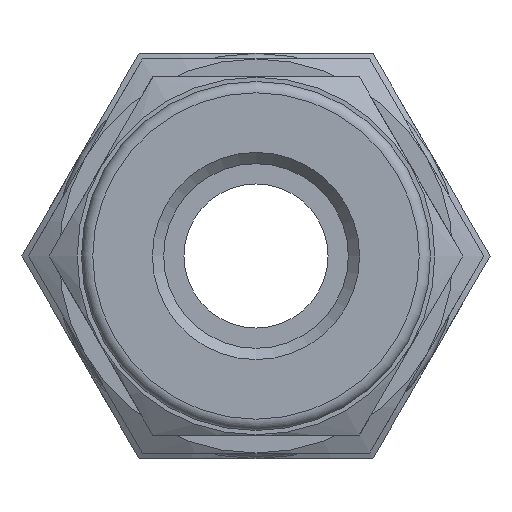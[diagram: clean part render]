
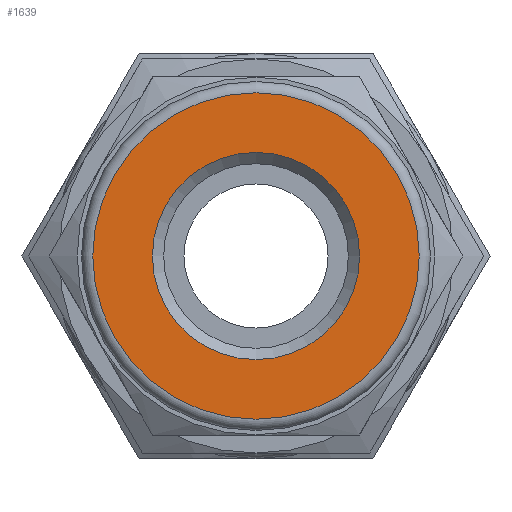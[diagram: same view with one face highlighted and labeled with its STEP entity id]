
A CAD part, left-side view. The second image highlights one B-rep face of the part: STEP entity #1639.
In plain terms, the highlighted planar face has unit normal (-1, 0, 0).
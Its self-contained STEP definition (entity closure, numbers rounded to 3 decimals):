
#51=FACE_BOUND('',#417,.T.);
#85=CIRCLE('',#1752,7.25);
#136=CIRCLE('',#1852,4.6);
#293=FACE_OUTER_BOUND('',#416,.T.);
#416=EDGE_LOOP('',(#1490));
#417=EDGE_LOOP('',(#1491));
#730=VERTEX_POINT('',#2812);
#774=VERTEX_POINT('',#2984);
#934=EDGE_CURVE('',#730,#730,#85,.T.);
#1013=EDGE_CURVE('',#774,#774,#136,.T.);
#1490=ORIENTED_EDGE('',*,*,#934,.F.);
#1491=ORIENTED_EDGE('',*,*,#1013,.T.);
#1530=PLANE('',#1853);
#1639=ADVANCED_FACE('',(#293,#51),#1530,.T.);
#1752=AXIS2_PLACEMENT_3D('',#2814,#2070,#2071);
#1852=AXIS2_PLACEMENT_3D('',#2986,#2298,#2299);
#1853=AXIS2_PLACEMENT_3D('',#2987,#2300,#2301);
#2070=DIRECTION('center_axis',(1.,0.,0.));
#2071=DIRECTION('ref_axis',(0.,0.,-1.));
#2298=DIRECTION('center_axis',(1.,0.,0.));
#2299=DIRECTION('ref_axis',(0.,0.,-1.));
#2300=DIRECTION('center_axis',(-1.,0.,0.));
#2301=DIRECTION('ref_axis',(0.,0.,1.));
#2812=CARTESIAN_POINT('',(0.,0.,7.25));
#2814=CARTESIAN_POINT('Origin',(0.,0.,0.));
#2984=CARTESIAN_POINT('',(0.,-4.6,0.));
#2986=CARTESIAN_POINT('Origin',(0.,0.,0.));
#2987=CARTESIAN_POINT('Origin',(0.,7.25,0.));
